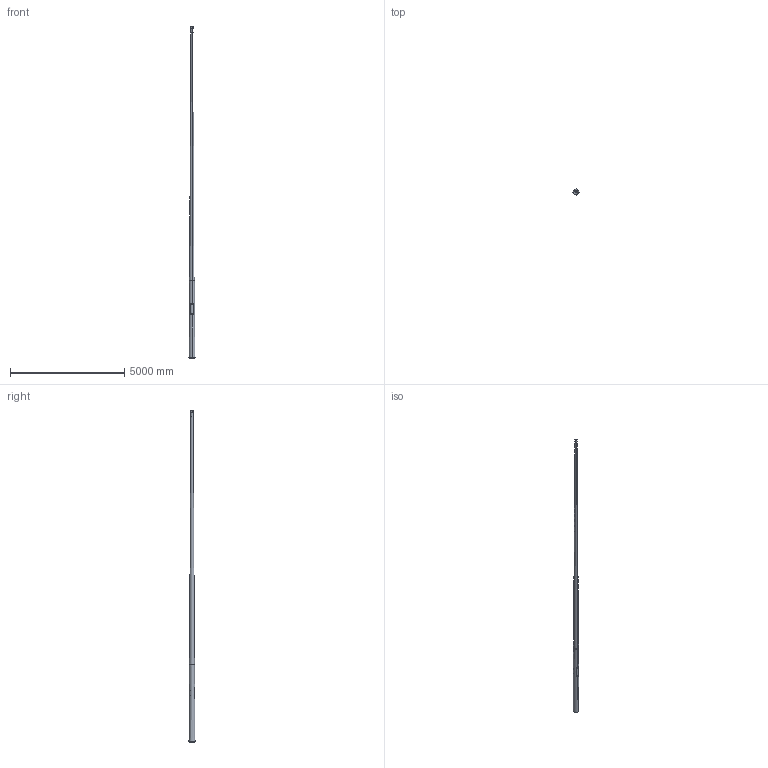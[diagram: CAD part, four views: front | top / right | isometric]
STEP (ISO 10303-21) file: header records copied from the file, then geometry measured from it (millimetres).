
FILE_DESCRIPTION (( 'STEP AP214' ), '1' );
FILE_NAME ('100280KXXX C215K 4607959 KARTIORUNKO_3D.step', '2022-05-29T17:38:30', ( '' ), ( '' ), 'SwSTEP 2.0', 'SolidWorks 2021', '' );
FILE_SCHEMA (( 'AUTOMOTIVE_DESIGN' ));
Length unit declared in the file: millimetre
Products named in the file (9): KYTKENTÄAUKON LUUKKU_222-263-3-3400; KYTKENTÄAUKON LATTARAUTA_LATTA 4X20X200; PIDÄTINRUUVI DIN 914 - M10_DIN 914 - M10 x 20-N; 100280KXXX C215K 4607959 KARTIORUNKO_3D; 222-LATVAINEN KARTIOAIHIO_222-263-3-3400; KARTIOAIHIO_89-222-3-11100-0KL; LATTA 5X16X460 KYTKENTÄAUKON VAHVIKE_C 1; socket head cap screw_din_DIN 912 M6 x 16 --- 16N; 222-LATVAISET KARTIOAIHIOT_222-263-4-3400
Assembly tree (18 placements, depth 3):
  100280KXXX C215K 4607959 KARTIORUNKO_3D
    KARTIOAIHIO_89-222-3-11100-0KL
    222-LATVAINEN KARTIOAIHIO_222-263-3-3400
      222-LATVAISET KARTIOAIHIOT_222-263-4-3400
      KYTKENTÄAUKON LUUKKU_222-263-3-3400
      socket head cap screw_din_DIN 912 M6 x 16 --- 16N  x4
      KYTKENTÄAUKON LATTARAUTA_LATTA 4X20X200  x2
      LATTA 5X16X460 KYTKENTÄAUKON VAHVIKE_C 1  x2
    PIDÄTINRUUVI DIN 914 - M10_DIN 914 - M10 x 20-N  x6
Bounding box: 263 x 263 x 14500 mm (x, y, z)
Volume: 26161731.6 mm3; surface area: 15840193.7 mm2
Topology: 18 solids, 18 shells, 305 faces, 715 edges, 438 vertices
Faces by surface type: plane 148, cone 67, cylinder 64, torus 16, bspline 10
Entity records: 6783 total; most frequent: CARTESIAN_POINT 3013, ORIENTED_EDGE 698, DIRECTION 608, EDGE_CURVE 349, AXIS2_PLACEMENT_3D 226, VERTEX_POINT 219, LINE 156, VECTOR 156
